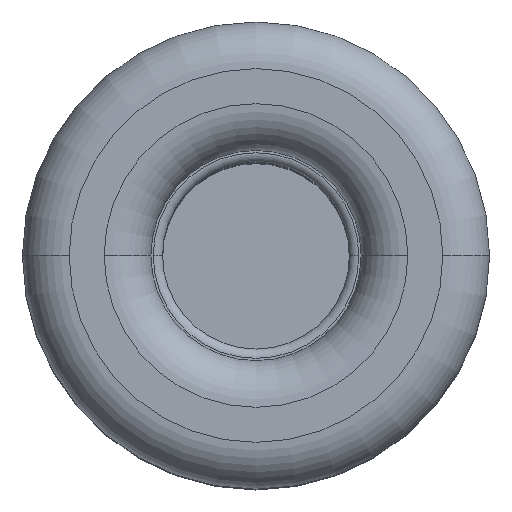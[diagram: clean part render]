
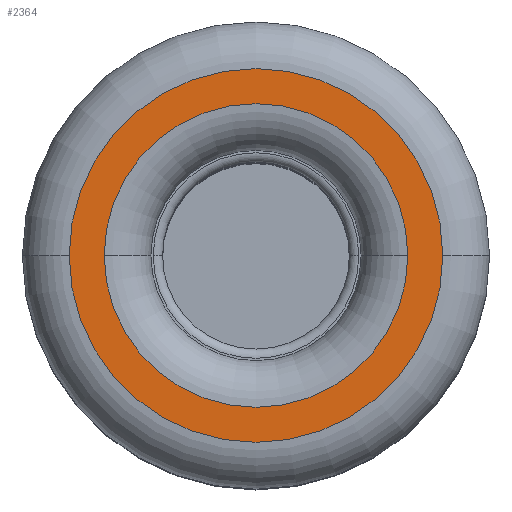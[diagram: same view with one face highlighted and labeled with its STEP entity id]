
A CAD part, top view. The second image highlights one B-rep face of the part: STEP entity #2364.
In plain terms, the highlighted planar face has unit normal (0, 0, 1).
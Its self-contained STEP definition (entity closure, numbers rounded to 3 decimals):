
#2216=CARTESIAN_POINT('',(-4.0,0.,5.0));
#2217=VERTEX_POINT('',#2216);
#2225=CARTESIAN_POINT('',(4.0,0.0,5.0));
#2226=VERTEX_POINT('',#2225);
#2227=CARTESIAN_POINT('',(0.0,0.0,5.0));
#2228=DIRECTION('',(0.0,0.0,-1.0));
#2229=DIRECTION('',(-1.0,0.0,0.0));
#2230=AXIS2_PLACEMENT_3D('',#2227,#2228,#2229);
#2231=CIRCLE('',#2230,4.0);
#2232=EDGE_CURVE('',#2217,#2226,#2231,.T.);
#2292=CARTESIAN_POINT('',(-3.25,0.,5.0));
#2293=VERTEX_POINT('',#2292);
#2308=CARTESIAN_POINT('',(3.25,0.,5.0));
#2309=VERTEX_POINT('',#2308);
#2317=CARTESIAN_POINT('',(0.0,0.0,5.0));
#2318=DIRECTION('',(0.0,0.0,1.0));
#2319=DIRECTION('',(-1.0,0.0,0.0));
#2320=AXIS2_PLACEMENT_3D('',#2317,#2318,#2319);
#2321=CIRCLE('',#2320,3.25);
#2322=EDGE_CURVE('',#2309,#2293,#2321,.T.);
#2333=CARTESIAN_POINT('',(0.0,0.0,5.0));
#2334=DIRECTION('',(0.0,0.0,1.0));
#2335=DIRECTION('',(-1.0,0.0,0.0));
#2336=AXIS2_PLACEMENT_3D('',#2333,#2334,#2335);
#2337=CIRCLE('',#2336,3.25);
#2338=EDGE_CURVE('',#2293,#2309,#2337,.T.);
#2345=CARTESIAN_POINT('',(0.0,0.0,5.0));
#2346=DIRECTION('',(0.0,0.0,1.0));
#2347=DIRECTION('',(1.0,0.0,0.0));
#2348=AXIS2_PLACEMENT_3D('',#2345,#2346,#2347);
#2349=PLANE('',#2348);
#2350=CARTESIAN_POINT('',(0.0,0.0,5.0));
#2351=DIRECTION('',(0.0,0.0,-1.0));
#2352=DIRECTION('',(-1.0,0.0,0.0));
#2353=AXIS2_PLACEMENT_3D('',#2350,#2351,#2352);
#2354=CIRCLE('',#2353,4.0);
#2355=EDGE_CURVE('',#2226,#2217,#2354,.T.);
#2356=ORIENTED_EDGE('',*,*,#2355,.F.);
#2357=ORIENTED_EDGE('',*,*,#2232,.F.);
#2358=EDGE_LOOP('',(#2356,#2357));
#2359=FACE_OUTER_BOUND('',#2358,.T.);
#2360=ORIENTED_EDGE('',*,*,#2322,.F.);
#2361=ORIENTED_EDGE('',*,*,#2338,.F.);
#2362=EDGE_LOOP('',(#2360,#2361));
#2363=FACE_BOUND('',#2362,.T.);
#2364=ADVANCED_FACE('',(#2359,#2363),#2349,.T.);
